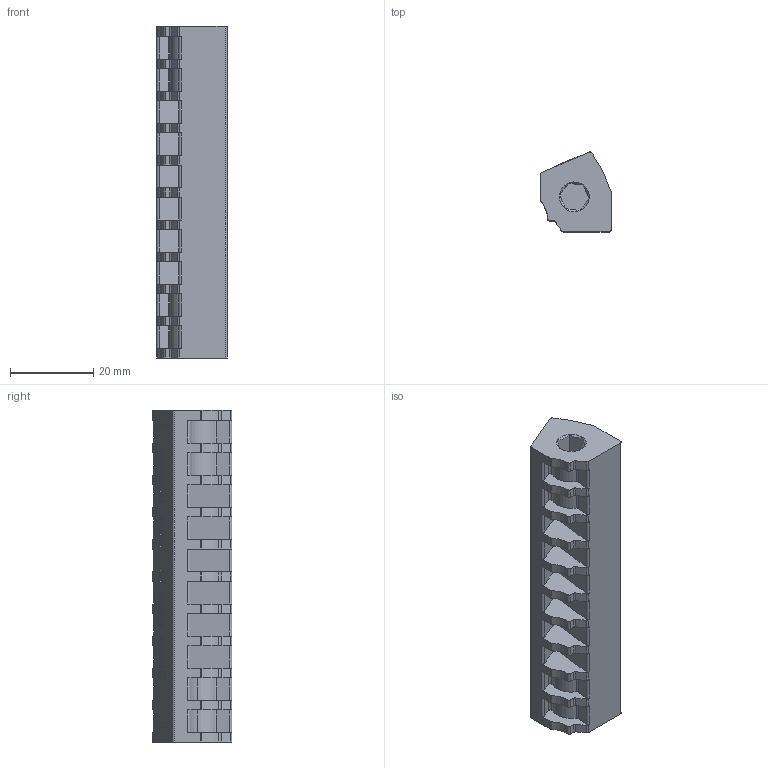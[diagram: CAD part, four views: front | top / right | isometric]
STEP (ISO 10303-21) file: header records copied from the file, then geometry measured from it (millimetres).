
FILE_DESCRIPTION (( 'STEP AP214' ), '1' );
FILE_NAME ('A19_FLEX2-018.P4.STEP', '2023-02-27T10:41:23', ( '' ), ( '' ), 'SwSTEP 2.0', 'SolidWorks 2019', '' );
FILE_SCHEMA (( 'AUTOMOTIVE_DESIGN' ));
Length unit declared in the file: millimetre
Products named in the file (1): A19_FLEX2-018.P4
Bounding box: 16.97 x 19.17 x 80 mm (x, y, z)
Volume: 13655.9 mm3; surface area: 8773.6 mm2
Topology: 1 solids, 1 shells, 677 faces, 1899 edges, 1258 vertices
Faces by surface type: plane 343, cylinder 177, bspline 143, cone 14
Entity records: 28192 total; most frequent: CARTESIAN_POINT 10998, ORIENTED_EDGE 3798, DIRECTION 3033, EDGE_CURVE 1899, VERTEX_POINT 1258, LINE 1227, VECTOR 1227, AXIS2_PLACEMENT_3D 903
